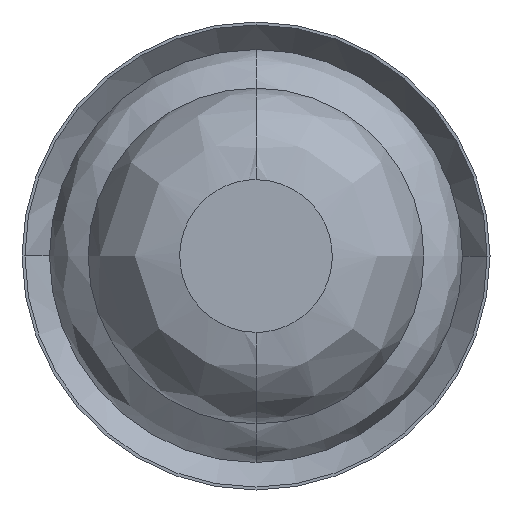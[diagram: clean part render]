
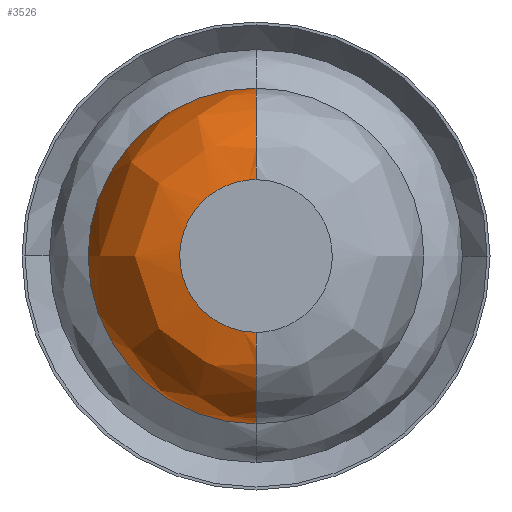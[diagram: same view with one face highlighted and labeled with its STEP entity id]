
A CAD part, front view. The second image highlights one B-rep face of the part: STEP entity #3526.
In plain terms, the highlighted free-form (B-spline) face has degree [3, 3] with [4, 4] control points.
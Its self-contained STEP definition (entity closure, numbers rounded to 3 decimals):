
#190 = CARTESIAN_POINT ( 'NONE',  ( 0., -26.95, -0.825 ) ) ;
#236 = CARTESIAN_POINT ( 'NONE',  ( 0., -27.214, -0.825 ) ) ;
#276 = CARTESIAN_POINT ( 'NONE',  ( 0., -26.95, 0.825 ) ) ;
#449 = DIRECTION ( 'NONE',  ( -1., 0., 0. ) ) ;
#579 =( BOUNDED_CURVE ( )  B_SPLINE_CURVE ( 3, ( #3512, #5833, #3467, #3016 ),
 .UNSPECIFIED., .F., .T. ) 
 B_SPLINE_CURVE_WITH_KNOTS ( ( 4, 4 ),
 ( 0., 1. ),
 .UNSPECIFIED. ) 
 CURVE ( )  GEOMETRIC_REPRESENTATION_ITEM ( )  RATIONAL_B_SPLINE_CURVE ( ( 1., 0.333, 0.333, 1. ) ) 
 REPRESENTATION_ITEM ( '' )  );
#660 = CARTESIAN_POINT ( 'NONE',  ( -0.75, -27.4, -0.375 ) ) ;
#1040 = CARTESIAN_POINT ( 'NONE',  ( 0., -27.4, 0.375 ) ) ;
#1118 = CARTESIAN_POINT ( 'NONE',  ( 0., -27.4, 0.375 ) ) ;
#1184 = ORIENTED_EDGE ( 'NONE', *, *, #4622, .T. ) ;
#1391 = CIRCLE ( 'NONE', #4618, 0.45 ) ;
#1472 = DIRECTION ( 'NONE',  ( 0., 0., 1. ) ) ;
#1601 = CARTESIAN_POINT ( 'NONE',  ( -0.75, -27.4, 0.375 ) ) ;
#1656 = VERTEX_POINT ( 'NONE', #3369 ) ;
#1998 = CIRCLE ( 'NONE', #3351, 0.45 ) ;
#2021 = ORIENTED_EDGE ( 'NONE', *, *, #4193, .T. ) ;
#2034 = DIRECTION ( 'NONE',  ( 0., 1., 0. ) ) ;
#2071 = CARTESIAN_POINT ( 'NONE',  ( -1.65, -27.214, -0.825 ) ) ;
#2432 = CIRCLE ( 'NONE', #5688, 0.825 ) ;
#2453 = CARTESIAN_POINT ( 'NONE',  ( 0., -27.4, -0.639 ) ) ;
#2481 = DIRECTION ( 'NONE',  ( 0., 0., 1. ) ) ;
#2516 = CARTESIAN_POINT ( 'NONE',  ( 0., -26.95, 0.825 ) ) ;
#2567 = FACE_OUTER_BOUND ( 'NONE', #3003, .T. ) ;
#2729 = DIRECTION ( 'NONE',  ( 0., 0., -1. ) ) ;
#2849 = ORIENTED_EDGE ( 'NONE', *, *, #5455, .F. ) ;
#2993 = EDGE_CURVE ( 'NONE', #3521, #3555, #2432, .T. ) ;
#3003 = EDGE_LOOP ( 'NONE', ( #3384, #2021, #1184, #2849 ) ) ;
#3016 = CARTESIAN_POINT ( 'NONE',  ( 0., -27.4, 0.375 ) ) ;
#3351 = AXIS2_PLACEMENT_3D ( 'NONE', #4207, #4223, #1472 ) ;
#3369 = CARTESIAN_POINT ( 'NONE',  ( 0., -27.4, -0.375 ) ) ;
#3381 = CARTESIAN_POINT ( 'NONE',  ( -1.277, -27.4, 0.639 ) ) ;
#3384 = ORIENTED_EDGE ( 'NONE', *, *, #2993, .F. ) ;
#3386 = CARTESIAN_POINT ( 'NONE',  ( 0., -26.95, 0. ) ) ;
#3467 = CARTESIAN_POINT ( 'NONE',  ( -0.75, -27.4, 0.375 ) ) ;
#3512 = CARTESIAN_POINT ( 'NONE',  ( 0., -27.4, -0.375 ) ) ;
#3521 = VERTEX_POINT ( 'NONE', #190 ) ;
#3526 = ADVANCED_FACE ( 'NONE', ( #2567 ), #4856, .T. ) ;
#3555 = VERTEX_POINT ( 'NONE', #276 ) ;
#3856 = CARTESIAN_POINT ( 'NONE',  ( 0., -26.95, -0.825 ) ) ;
#3920 = CARTESIAN_POINT ( 'NONE',  ( 0., -27.4, 0.639 ) ) ;
#4193 = EDGE_CURVE ( 'NONE', #3521, #1656, #1391, .T. ) ;
#4207 = CARTESIAN_POINT ( 'NONE',  ( 0., -26.95, 0.375 ) ) ;
#4223 = DIRECTION ( 'NONE',  ( 1., 0., 0. ) ) ;
#4348 = CARTESIAN_POINT ( 'NONE',  ( -1.65, -26.95, -0.825 ) ) ;
#4393 = CARTESIAN_POINT ( 'NONE',  ( -1.277, -27.4, -0.639 ) ) ;
#4462 = VERTEX_POINT ( 'NONE', #1040 ) ;
#4618 = AXIS2_PLACEMENT_3D ( 'NONE', #5056, #449, #2729 ) ;
#4622 = EDGE_CURVE ( 'NONE', #1656, #4462, #579, .T. ) ;
#4817 = CARTESIAN_POINT ( 'NONE',  ( 0., -27.214, 0.825 ) ) ;
#4856 =( BOUNDED_SURFACE ( )  B_SPLINE_SURFACE ( 3, 3, ( 
 ( #3856, #4348, #5314, #2516 ),
 ( #236, #2071, #5256, #4817 ),
 ( #2453, #4393, #3381, #3920 ),
 ( #5713, #660, #1601, #1118 ) ),
 .UNSPECIFIED., .F., .F., .F. ) 
 B_SPLINE_SURFACE_WITH_KNOTS ( ( 4, 4 ),
 ( 4, 4 ),
 ( 0., 1. ),
 ( 0., 1. ),
 .UNSPECIFIED. ) 
 GEOMETRIC_REPRESENTATION_ITEM ( )  RATIONAL_B_SPLINE_SURFACE ( (
 ( 1., 0.333, 0.333, 1.),
 ( 0.805, 0.268, 0.268, 0.805),
 ( 0.805, 0.268, 0.268, 0.805),
 ( 1., 0.333, 0.333, 1.) ) ) 
 REPRESENTATION_ITEM ( '' )  SURFACE ( )  );
#5056 = CARTESIAN_POINT ( 'NONE',  ( 0., -26.95, -0.375 ) ) ;
#5256 = CARTESIAN_POINT ( 'NONE',  ( -1.65, -27.214, 0.825 ) ) ;
#5314 = CARTESIAN_POINT ( 'NONE',  ( -1.65, -26.95, 0.825 ) ) ;
#5455 = EDGE_CURVE ( 'NONE', #3555, #4462, #1998, .T. ) ;
#5688 = AXIS2_PLACEMENT_3D ( 'NONE', #3386, #2034, #2481 ) ;
#5713 = CARTESIAN_POINT ( 'NONE',  ( 0., -27.4, -0.375 ) ) ;
#5833 = CARTESIAN_POINT ( 'NONE',  ( -0.75, -27.4, -0.375 ) ) ;
